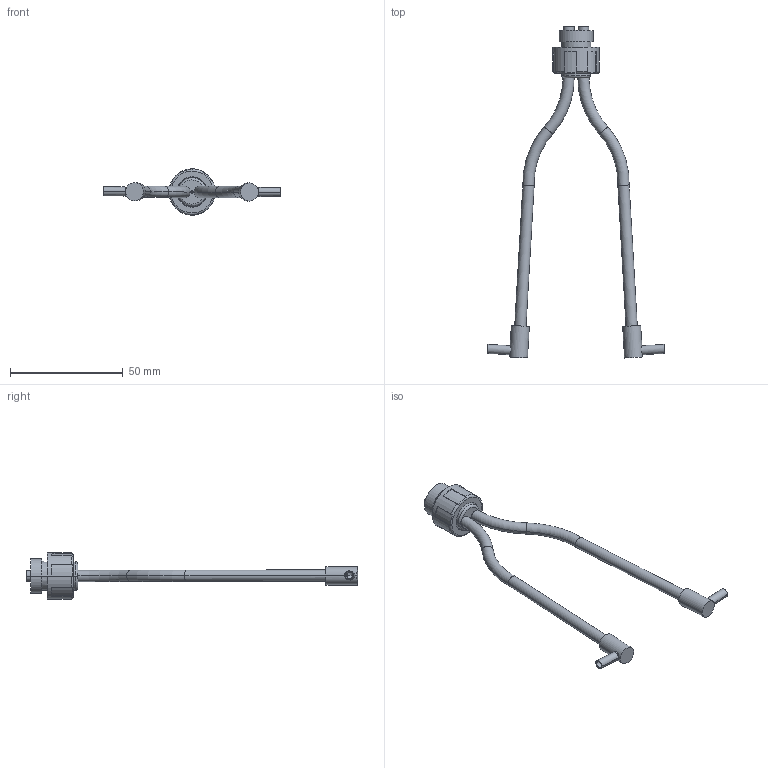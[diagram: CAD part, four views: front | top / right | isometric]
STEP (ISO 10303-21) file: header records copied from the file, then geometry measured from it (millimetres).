
FILE_DESCRIPTION((''),'2;1');
FILE_NAME('K9_ASM_GEB2_SW0001','2017-11-21T',('cmozuch'),(''),'PRO/ENGINEER BY PARAMETRIC TECHNOLOGY CORPORATION, 2015440','PRO/ENGINEER BY PARAMETRIC TECHNOLOGY CORPORATION, 2015440','');
FILE_SCHEMA(('CONFIG_CONTROL_DESIGN'));
Length unit declared in the file: millimetre
Products named in the file (1): K9_ASM_GEB2_SW0001
Bounding box: 78.86 x 147.34 x 20.6 mm (x, y, z)
Volume: 8842.5 mm3; surface area: 9413.8 mm2
Topology: 4 solids, 4 shells, 180 faces, 458 edges, 285 vertices
Faces by surface type: plane 70, cylinder 68, cone 26, torus 16
Entity records: 6941 total; most frequent: CARTESIAN_POINT 1347, DIRECTION 1010, ORIENTED_EDGE 904, EDGE_CURVE 452, AXIS2_PLACEMENT_3D 414, VERTEX_POINT 285, CIRCLE 234, EDGE_LOOP 197
